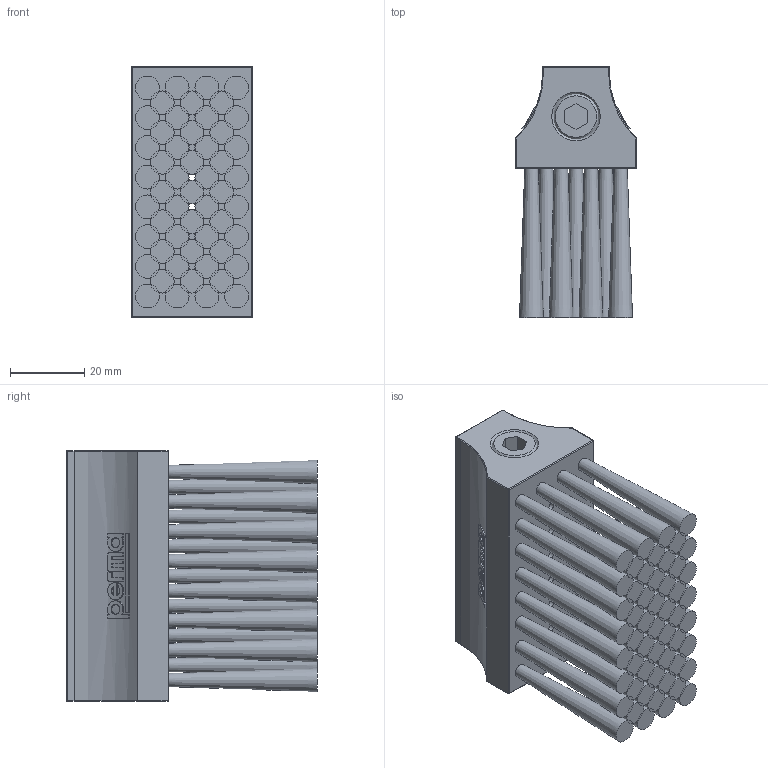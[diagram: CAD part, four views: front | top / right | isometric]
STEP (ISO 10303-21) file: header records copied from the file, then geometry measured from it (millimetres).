
FILE_DESCRIPTION(/* description */ (''),/* implementation_level */ '2;1');
FILE_NAME(/* name */ 'Schmierbuerste_60x30mm_G1_4i_Anschlussgewinde_oben_und_seitlich_101520.stp',/* time_stamp */ '2016-08-04T09:41:31+02:00',/* author */ ('002210'),/* organization */ (''),/* preprocessor_version */ 'ST-DEVELOPER v16.5',/* originating_system */ 'Autodesk Inventor 2017',/* authorisation */ '');
FILE_SCHEMA (('AUTOMOTIVE_DESIGN { 1 0 10303 214 3 1 1 }'));
Length unit declared in the file: millimetre
Products named in the file (5): anbue10c_Verschlussstopfen seitlich; anbue05a; Grundkörper_60x30_seitliches_Gewinde+Gewinde_oben; borste_40mm_anbueja0; Verschlussschraube für Bürste mit Innensechskan
t
Assembly tree (56 placements, depth 3):
  anbue10c_Verschlussstopfen seitlich
    anbue05a
      Grundkörper_60x30_seitliches_Gewinde+Gewinde_oben
      borste_40mm_anbueja0  x53
    Verschlussschraube für Bürste mit Innensechskan
t
Bounding box: 32.5 x 67.5 x 67.5 mm (x, y, z)
Volume: 86169.4 mm3; surface area: 53086.9 mm2
Topology: 55 solids, 55 shells, 503 faces, 866 edges, 542 vertices
Faces by surface type: plane 255, cylinder 177, cone 59, sphere 8, torus 4
Full cylindrical faces by diameter (mm): 2 x6, 2.644 x4, 3.6 x106, 9.5 x1, 11 x1, 11.445 x2, 13.157 x1
Entity records: 8728 total; most frequent: CARTESIAN_POINT 2152, DIRECTION 1436, ORIENTED_EDGE 1040, AXIS2_PLACEMENT_3D 604, EDGE_CURVE 520, EDGE_LOOP 458, VERTEX_POINT 384, FACE_OUTER_BOUND 295
